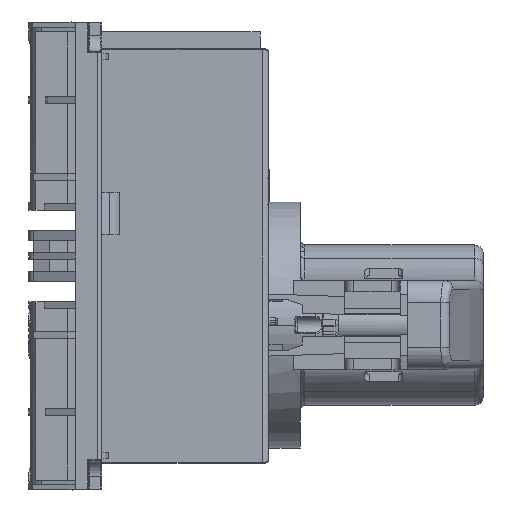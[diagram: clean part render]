
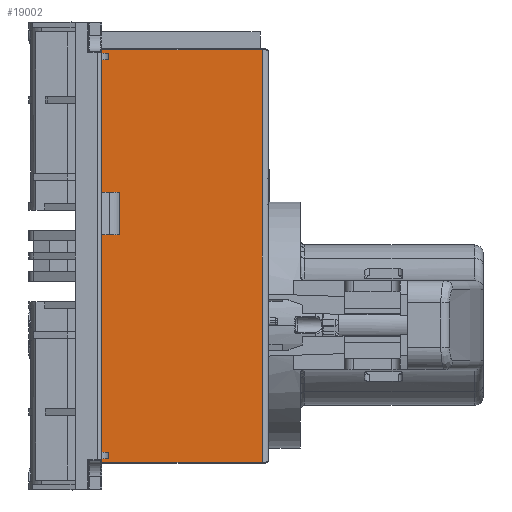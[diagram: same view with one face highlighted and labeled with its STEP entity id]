
A CAD part, left-side view. The second image highlights one B-rep face of the part: STEP entity #19002.
In plain terms, the highlighted planar face has unit normal (-1, 0, 0).
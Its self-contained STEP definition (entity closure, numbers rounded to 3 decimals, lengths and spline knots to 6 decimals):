
#3658=DIRECTION('',(0.,0.,-1.));
#3659=VECTOR('',#3658,0.0926);
#3660=CARTESIAN_POINT('',(-0.0285,-0.036,0.0988));
#3661=LINE('',#3660,#3659);
#3684=DIRECTION('',(0.,0.,-1.));
#3685=VECTOR('',#3684,0.05105);
#3686=CARTESIAN_POINT('',(-0.0285,0.,0.05725));
#3687=LINE('',#3686,#3685);
#3688=DIRECTION('',(0.,0.,-1.));
#3689=VECTOR('',#3688,0.03205);
#3690=CARTESIAN_POINT('',(-0.0285,0.,0.0988));
#3691=LINE('',#3690,#3689);
#3696=DIRECTION('',(0.,1.,0.));
#3697=VECTOR('',#3696,0.036);
#3698=CARTESIAN_POINT('',(-0.0285,-0.036,0.0062));
#3699=LINE('',#3698,#3697);
#6202=DIRECTION('',(0.,-1.,0.));
#6203=VECTOR('',#6202,0.036);
#6204=CARTESIAN_POINT('',(-0.0285,0.,0.0988));
#6205=LINE('',#6204,#6203);
#9432=DIRECTION('',(0.,1.,0.));
#9433=VECTOR('',#9432,0.003991);
#9434=CARTESIAN_POINT('',(-0.0285,-0.003991,0.06675));
#9435=LINE('',#9434,#9433);
#9445=DIRECTION('',(0.,0.,1.));
#9446=VECTOR('',#9445,0.0095);
#9447=CARTESIAN_POINT('',(-0.0285,-0.003991,0.05725));
#9448=LINE('',#9447,#9446);
#9462=DIRECTION('',(0.,-1.,0.));
#9463=VECTOR('',#9462,0.003991);
#9464=CARTESIAN_POINT('',(-0.0285,0.,0.05725));
#9465=LINE('',#9464,#9463);
#10022=CARTESIAN_POINT('',(-0.0285,0.,0.0988));
#10023=VERTEX_POINT('',#10022);
#10024=CARTESIAN_POINT('',(-0.0285,0.,0.06675));
#10025=VERTEX_POINT('',#10024);
#10030=CARTESIAN_POINT('',(-0.0285,0.,0.05725));
#10031=VERTEX_POINT('',#10030);
#10032=CARTESIAN_POINT('',(-0.0285,0.,0.0062));
#10033=VERTEX_POINT('',#10032);
#10137=CARTESIAN_POINT('',(-0.0285,-0.036,0.0988));
#10138=VERTEX_POINT('',#10137);
#10139=CARTESIAN_POINT('',(-0.0285,-0.036,0.0062));
#10140=VERTEX_POINT('',#10139);
#10141=CARTESIAN_POINT('',(-0.0285,-0.003991,0.05725));
#10142=VERTEX_POINT('',#10141);
#10143=CARTESIAN_POINT('',(-0.0285,-0.003991,0.06675));
#10144=VERTEX_POINT('',#10143);
#18980=CARTESIAN_POINT('',(-0.0285,0.,0.008));
#18981=DIRECTION('',(-1.,0.,0.));
#18982=DIRECTION('',(0.,0.,1.));
#18983=AXIS2_PLACEMENT_3D('',#18980,#18981,#18982);
#18984=PLANE('',#18983);
#18985=ORIENTED_EDGE('',*,*,#18953,.T.);
#18987=ORIENTED_EDGE('',*,*,#18986,.T.);
#18989=ORIENTED_EDGE('',*,*,#18988,.F.);
#18991=ORIENTED_EDGE('',*,*,#18990,.T.);
#18993=ORIENTED_EDGE('',*,*,#18992,.T.);
#18995=ORIENTED_EDGE('',*,*,#18994,.T.);
#18997=ORIENTED_EDGE('',*,*,#18996,.F.);
#18999=ORIENTED_EDGE('',*,*,#18998,.T.);
#19000=EDGE_LOOP('',(#18985,#18987,#18989,#18991,#18993,#18995,#18997,#18999));
#19001=FACE_OUTER_BOUND('',#19000,.F.);
#19002=ADVANCED_FACE('',(#19001),#18984,.T.);
#18953=EDGE_CURVE('',#10138,#10140,#3661,.T.);
#18986=EDGE_CURVE('',#10140,#10033,#3699,.T.);
#18988=EDGE_CURVE('',#10031,#10033,#3687,.T.);
#18990=EDGE_CURVE('',#10031,#10142,#9465,.T.);
#18992=EDGE_CURVE('',#10142,#10144,#9448,.T.);
#18994=EDGE_CURVE('',#10144,#10025,#9435,.T.);
#18996=EDGE_CURVE('',#10023,#10025,#3691,.T.);
#18998=EDGE_CURVE('',#10023,#10138,#6205,.T.);
